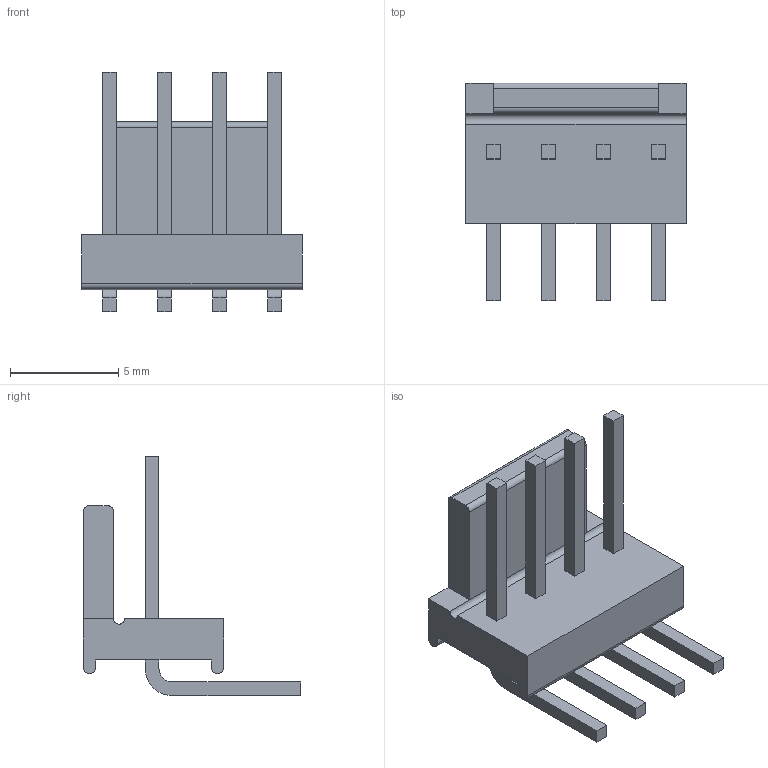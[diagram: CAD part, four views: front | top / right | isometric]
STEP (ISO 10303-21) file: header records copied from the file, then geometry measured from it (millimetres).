
FILE_DESCRIPTION(/* description */ ('STEP AP242'),/* implementation_level */ '2;1');
FILE_NAME(/* name */ 'TE_640455-4.step',/* time_stamp */ '2025-11-15T05:48:33+02:00',/* author */ (''),/* organization */ (''),/* preprocessor_version */ 'ST-DEVELOPER v20.1',/* originating_system */ 'Autodesk Translation Framework v14.21.0.0',/* authorisation */ '');
FILE_SCHEMA (('AUTOMOTIVE_DESIGN { 1 0 10303 214 3 1 1 }'));
Length unit declared in the file: millimetre
Products named in the file (1): 640455-4
Bounding box: 10.16 x 10.03 x 11.05 mm (x, y, z)
Volume: 210.8 mm3; surface area: 467.3 mm2
Topology: 1 solids, 1 shells, 75 faces, 193 edges, 128 vertices
Faces by surface type: plane 62, cylinder 13
Entity records: 2315 total; most frequent: CARTESIAN_POINT 397, ORIENTED_EDGE 386, DIRECTION 371, EDGE_CURVE 193, LINE 167, VECTOR 167, VERTEX_POINT 128, AXIS2_PLACEMENT_3D 102
